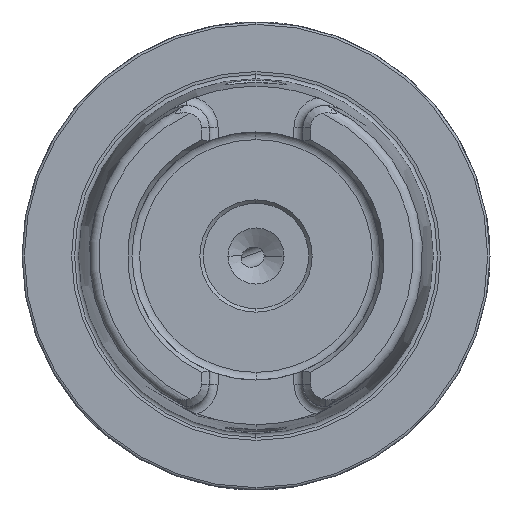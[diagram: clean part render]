
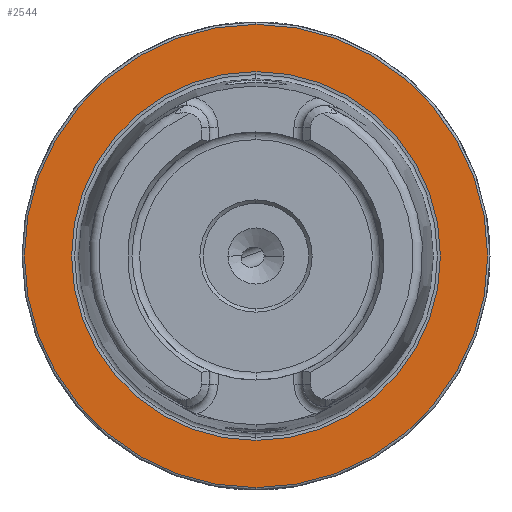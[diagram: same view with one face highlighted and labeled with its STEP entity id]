
A CAD part, left-side view. The second image highlights one B-rep face of the part: STEP entity #2544.
In plain terms, the highlighted planar face has unit normal (-1, 0, 0).
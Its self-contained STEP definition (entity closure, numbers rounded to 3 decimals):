
#15 = AXIS2_PLACEMENT_3D ( 'NONE', #7952, #10768, #16906 ) ;
#529 = VERTEX_POINT ( 'NONE', #17411 ) ;
#591 = AXIS2_PLACEMENT_3D ( 'NONE', #4022, #13792, #12155 ) ;
#743 = EDGE_CURVE ( 'NONE', #4583, #2699, #2502, .T. ) ;
#748 = CARTESIAN_POINT ( 'NONE',  ( 0., 0., 39.405 ) ) ;
#1074 = CARTESIAN_POINT ( 'NONE',  ( 0., 0., -39.405 ) ) ;
#1136 = CARTESIAN_POINT ( 'NONE',  ( 0., 49.5, 0. ) ) ;
#2466 = CARTESIAN_POINT ( 'NONE',  ( 0., 0., 0. ) ) ;
#2502 = CIRCLE ( 'NONE', #12148, 39.405 ) ;
#2544 = ADVANCED_FACE ( 'NONE', ( #16880, #15044 ), #13685, .F. ) ;
#2699 = VERTEX_POINT ( 'NONE', #748 ) ;
#3142 = EDGE_LOOP ( 'NONE', ( #4743, #7125 ) ) ;
#3232 = VERTEX_POINT ( 'NONE', #15721 ) ;
#3456 = EDGE_CURVE ( 'NONE', #529, #3232, #5607, .T. ) ;
#4022 = CARTESIAN_POINT ( 'NONE',  ( 0., 0., 0. ) ) ;
#4541 = EDGE_CURVE ( 'NONE', #3232, #529, #5302, .T. ) ;
#4583 = VERTEX_POINT ( 'NONE', #1074 ) ;
#4743 = ORIENTED_EDGE ( 'NONE', *, *, #3456, .T. ) ;
#5302 = CIRCLE ( 'NONE', #591, 49.5 ) ;
#5607 = CIRCLE ( 'NONE', #15, 49.5 ) ;
#5761 = DIRECTION ( 'NONE',  ( 0., 0., 1. ) ) ;
#6184 = CIRCLE ( 'NONE', #15213, 39.405 ) ;
#6718 = AXIS2_PLACEMENT_3D ( 'NONE', #1136, #6750, #8565 ) ;
#6750 = DIRECTION ( 'NONE',  ( 1., 0., 0. ) ) ;
#7125 = ORIENTED_EDGE ( 'NONE', *, *, #4541, .T. ) ;
#7952 = CARTESIAN_POINT ( 'NONE',  ( 0., 0., 0. ) ) ;
#8156 = EDGE_LOOP ( 'NONE', ( #14175, #16609 ) ) ;
#8159 = DIRECTION ( 'NONE',  ( -1., 0., 0. ) ) ;
#8415 = DIRECTION ( 'NONE',  ( -1., 0., 0. ) ) ;
#8565 = DIRECTION ( 'NONE',  ( 0., 0., -1. ) ) ;
#10768 = DIRECTION ( 'NONE',  ( -1., 0., 0. ) ) ;
#12148 = AXIS2_PLACEMENT_3D ( 'NONE', #16826, #8415, #5761 ) ;
#12155 = DIRECTION ( 'NONE',  ( 0., 0., 1. ) ) ;
#13685 = PLANE ( 'NONE',  #6718 ) ;
#13792 = DIRECTION ( 'NONE',  ( -1., 0., 0. ) ) ;
#14175 = ORIENTED_EDGE ( 'NONE', *, *, #18056, .F. ) ;
#15044 = FACE_OUTER_BOUND ( 'NONE', #3142, .T. ) ;
#15213 = AXIS2_PLACEMENT_3D ( 'NONE', #2466, #8159, #18142 ) ;
#15721 = CARTESIAN_POINT ( 'NONE',  ( 0., 0., -49.5 ) ) ;
#16609 = ORIENTED_EDGE ( 'NONE', *, *, #743, .F. ) ;
#16826 = CARTESIAN_POINT ( 'NONE',  ( 0., 0., 0. ) ) ;
#16880 = FACE_BOUND ( 'NONE', #8156, .T. ) ;
#16906 = DIRECTION ( 'NONE',  ( 0., 0., 1. ) ) ;
#17411 = CARTESIAN_POINT ( 'NONE',  ( 0., 0., 49.5 ) ) ;
#18056 = EDGE_CURVE ( 'NONE', #2699, #4583, #6184, .T. ) ;
#18142 = DIRECTION ( 'NONE',  ( 0., 0., 1. ) ) ;
